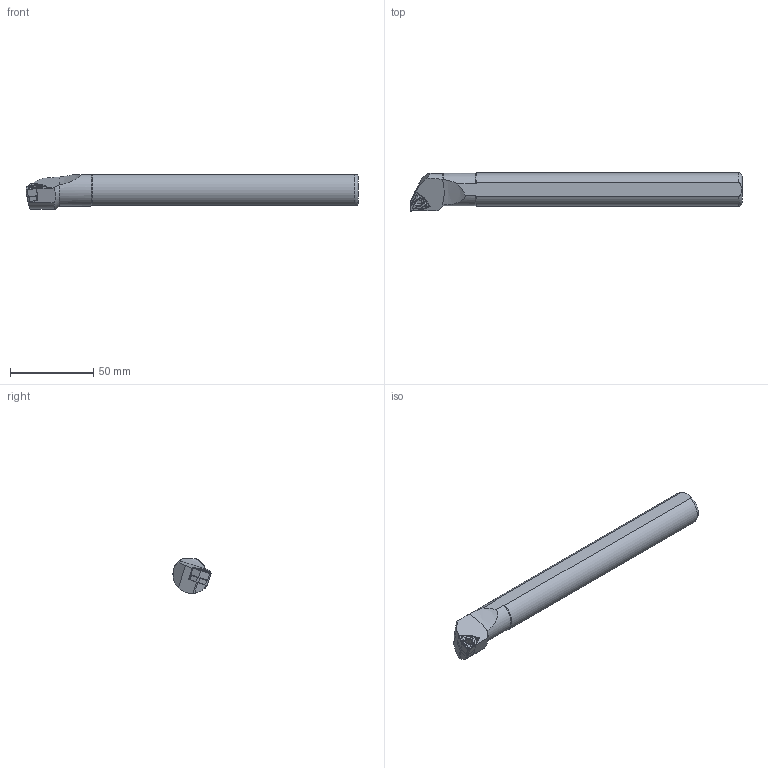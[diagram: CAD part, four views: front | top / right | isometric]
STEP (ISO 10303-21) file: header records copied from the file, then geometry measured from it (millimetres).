
FILE_DESCRIPTION(/* description */ (''),/* implementation_level */ '2;1');
FILE_NAME(/* name */ 'S20R-PWLNR-06.stp',/* time_stamp */ '2023-10-20T17:06:02+03:00',/* author */ (''),/* organization */ (''),/* preprocessor_version */ 'ST-DEVELOPER v19.4',/* originating_system */ 'SIEMENS PLM Software NX2306.3001',/* authorisation */ '');
FILE_SCHEMA (('AUTOMOTIVE_DESIGN { 1 0 10303 214 3 1 1 1 }'));
Length unit declared in the file: millimetre
Products named in the file (1): S20R-PWLNR-06
Bounding box: 199.92 x 22.95 x 20.89 mm (x, y, z)
Volume: 58918.5 mm3; surface area: 13212.4 mm2
Topology: 2 solids, 2 shells, 107 faces, 288 edges, 191 vertices
Faces by surface type: plane 61, cone 23, cylinder 21, torus 1, bspline 1
Full cylindrical faces by diameter (mm): 3.8 x1
Entity records: 4247 total; most frequent: CARTESIAN_POINT 1547, ORIENTED_EDGE 562, DIRECTION 546, EDGE_CURVE 281, AXIS2_PLACEMENT_3D 193, VERTEX_POINT 188, LINE 160, VECTOR 160
